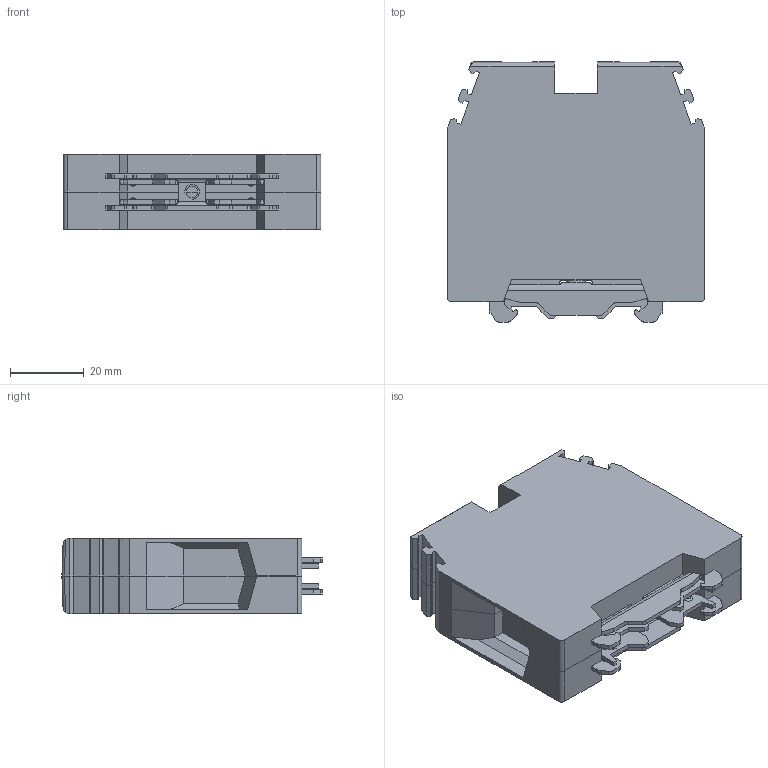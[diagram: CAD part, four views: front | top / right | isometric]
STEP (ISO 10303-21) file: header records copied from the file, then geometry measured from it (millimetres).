
FILE_DESCRIPTION((''),'2;1');
FILE_NAME('TEC_70_O_ASM','2022-07-14T13:55:13',('klemen.sitar'),('Audax d.o.o.'),'CREO PARAMETRIC BY PTC INC, 2021304','CREO PARAMETRIC BY PTC INC, 2021304','');
FILE_SCHEMA(('AP242_MANAGED_MODEL_BASED_3D_ENGINEERING_MIM_LF { 1 0 10303 442 1 1 4 }'));
Length unit declared in the file: millimetre
Products named in the file (5): T70-P1; T70-P2; T70-P3; TYPE_1___FI-7_09MM; TEC_70_O_ASM
Assembly tree (5 placements, depth 2):
  TEC_70_O_ASM
    T70-P1
    T70-P2
    T70-P3
    TYPE_1___FI-7_09MM  x2
Bounding box: 70 x 70.68 x 20.5 mm (x, y, z)
Volume: 77124.8 mm3; surface area: 26019.9 mm2
Topology: 9 solids, 9 shells, 527 faces, 1518 edges, 997 vertices
Faces by surface type: plane 317, cylinder 82, bspline 74, cone 36, sphere 12, torus 6
Entity records: 30126 total; most frequent: CARTESIAN_POINT 9844, ORIENTED_EDGE 2740, DIRECTION 2252, PRESENTATION_STYLE_ASSIGNMENT 1832, STYLED_ITEM 1832, CURVE_STYLE 1383, EDGE_CURVE 1370, VECTOR 980
